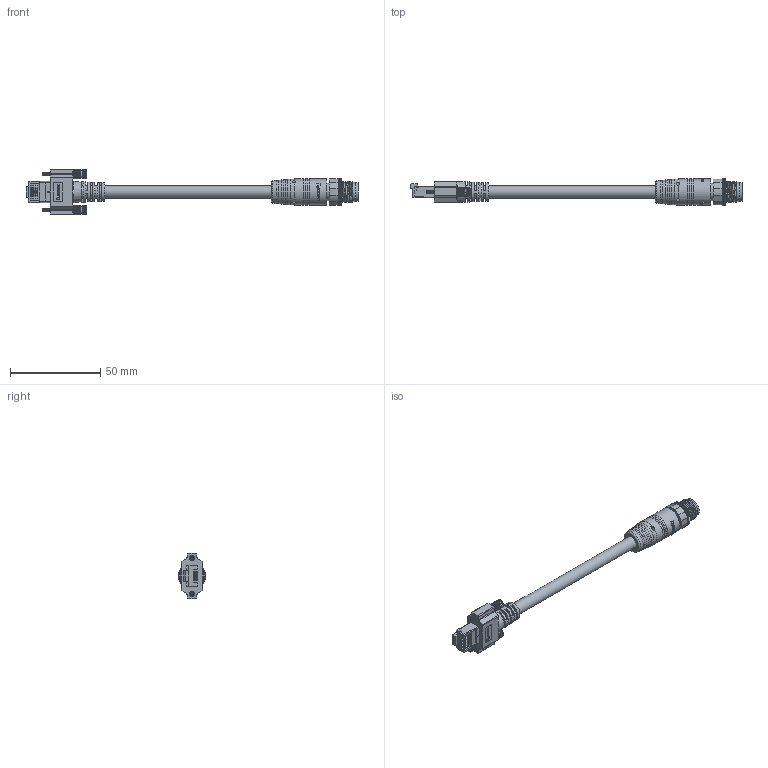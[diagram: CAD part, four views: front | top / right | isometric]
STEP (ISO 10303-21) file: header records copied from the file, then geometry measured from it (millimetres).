
FILE_DESCRIPTION (( 'STEP AP214' ), '1' );
FILE_NAME ('TRG615-T6T.STEP', '2018-04-09T13:11:05', ( '' ), ( '' ), 'SwSTEP 2.0', 'SolidWorks 2017', '' );
FILE_SCHEMA (( 'AUTOMOTIVE_DESIGN' ));
Length unit declared in the file: millimetre
Products named in the file (21): MTN-902_RJ45M PNL MNT END; 1AJ06-098; MTN-902; MTN-903_W.O CBL; 1AD03-013_BLUNT CUT LATCH; TDS8PC5-MA3; 1AD03-013-MA4_crimped strain relief; 1AD03-013-MA1; 1AD03-013-MA2; 1AD03-013-MA3_BLUNT CUT LATCH; MTN-950_CODE D; TRG615-T6T; 1AA13-159; 1AA13-159 -MA1_Type 2 ; 1AA13-159-MA6; 1AL04-078_L=130MM; 1AA13-159 -MA5; 1AA13-159 -MA3; 1AA13-159 -MA2; 1AA13-159 -MA4
Assembly tree (35 placements, depth 5):
  TRG615-T6T
    MTN-902_RJ45M PNL MNT END
      MTN-903_W.O CBL
        1AD03-013_BLUNT CUT LATCH
          1AD03-013-MA3_BLUNT CUT LATCH
          1AD03-013-MA2
          1AD03-013-MA1
          1AD03-013-MA4_crimped strain relief
          TDS8PC5-MA3  x8
        MTN-903_W.O CBL
      MTN-902
      1AJ06-098  x2
    1AA13-159
      1AA13-159 -MA5
        1AA13-159 -MA4
        1AA13-159 -MA2
        1AA13-159 -MA3  x8
      1AA13-159-MA6
      1AA13-159 -MA1_Type 2 
    MTN-950_CODE D
    1AL04-078_L=130MM
Bounding box: 184.44 x 14.9 x 25.5 mm (x, y, z)
Volume: 17403.9 mm3; surface area: 17709.7 mm2
Topology: 30 solids, 30 shells, 2068 faces, 5455 edges, 3457 vertices
Faces by surface type: plane 1221, cylinder 513, cone 167, bspline 139, sphere 16, torus 12
Full cylindrical faces by diameter (mm): 0.6 x16, 0.8 x8, 0.9 x8, 1.1 x16, 1.2 x16, 1.321 x2, 1.5 x4, 1.8 x4, 2.3 x2, 2.5 x2, 2.8 x4, 5.334 x1, 6.35 x1, 6.985 x1, 7 x1, 8 x1, 8.3 x1, 9.25 x1, 9.4 x1, 9.5 x2, 9.7 x1, 10.3 x1, 10.5 x1, 10.6 x1, 11 x1, 11.3 x1, 11.5 x2, 14.1 x2, 14.5 x3
Entity records: 59099 total; most frequent: CARTESIAN_POINT 17876, ORIENTED_EDGE 8646, DIRECTION 7648, EDGE_CURVE 4323, VERTEX_POINT 2776, VECTOR 2624, LINE 2624, AXIS2_PLACEMENT_3D 2512
